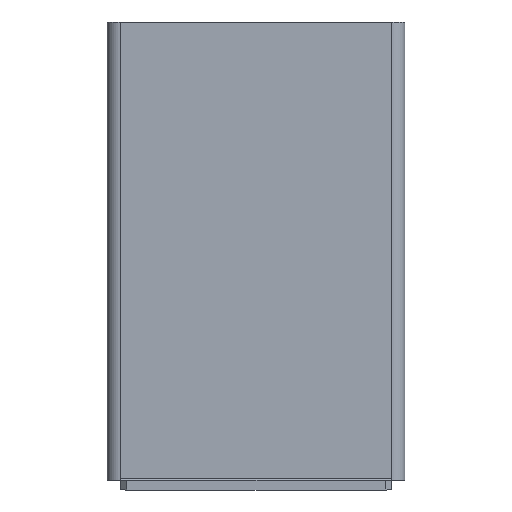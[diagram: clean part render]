
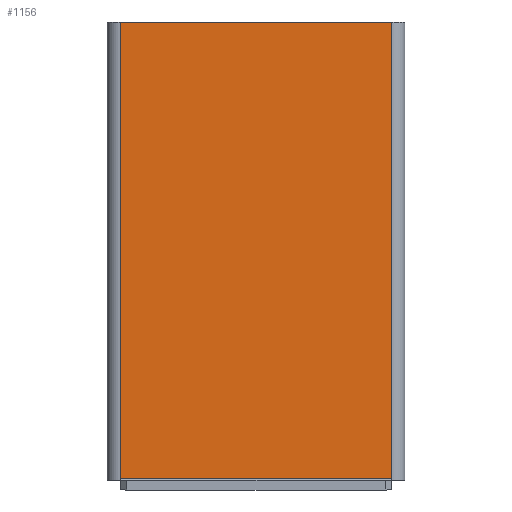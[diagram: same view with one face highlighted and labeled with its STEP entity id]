
A CAD part, front view. The second image highlights one B-rep face of the part: STEP entity #1156.
In plain terms, the highlighted planar face has unit normal (0, -1, 0).
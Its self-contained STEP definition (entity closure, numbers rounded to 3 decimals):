
#239 = CARTESIAN_POINT ( 'NONE',  ( -41.5, -3., -69.5 ) ) ;
#240 = CARTESIAN_POINT ( 'NONE',  ( 41.5, -3., -69.5 ) ) ;
#297 = VERTEX_POINT ( 'NONE', #841 ) ;
#298 = VERTEX_POINT ( 'NONE', #844 ) ;
#307 = ORIENTED_EDGE ( 'NONE', *, *, #1312, .T. ) ;
#389 = FACE_OUTER_BOUND ( 'NONE', #1097, .T. ) ;
#818 = PLANE ( 'NONE',  #1400 ) ;
#841 = CARTESIAN_POINT ( 'NONE',  ( -41.5, -3., 70. ) ) ;
#844 = CARTESIAN_POINT ( 'NONE',  ( 41.5, -3., 70. ) ) ;
#849 = DIRECTION ( 'NONE',  ( 0., 1., 0. ) ) ;
#850 = CARTESIAN_POINT ( 'NONE',  ( 42.5, -3., 70. ) ) ;
#851 = DIRECTION ( 'NONE',  ( 0., 0., 1. ) ) ;
#1042 = LINE ( 'NONE', #1794, #1055 ) ;
#1050 = LINE ( 'NONE', #1831, #1053 ) ;
#1053 = VECTOR ( 'NONE', #1829, 1000. ) ;
#1054 = LINE ( 'NONE', #1832, #1057 ) ;
#1055 = VECTOR ( 'NONE', #1828, 1000. ) ;
#1056 = LINE ( 'NONE', #1827, #1059 ) ;
#1057 = VECTOR ( 'NONE', #1830, 1000. ) ;
#1059 = VECTOR ( 'NONE', #1545, 1000. ) ;
#1097 = EDGE_LOOP ( 'NONE', ( #1145, #1146, #1147, #307 ) ) ;
#1145 = ORIENTED_EDGE ( 'NONE', *, *, #1315, .F. ) ;
#1146 = ORIENTED_EDGE ( 'NONE', *, *, #1314, .T. ) ;
#1147 = ORIENTED_EDGE ( 'NONE', *, *, #1313, .F. ) ;
#1156 = ADVANCED_FACE ( 'NONE', ( #389 ), #818, .F. ) ;
#1312 = EDGE_CURVE ( 'NONE', #297, #1813, #1050, .T. ) ;
#1313 = EDGE_CURVE ( 'NONE', #297, #298, #1042, .T. ) ;
#1314 = EDGE_CURVE ( 'NONE', #1814, #298, #1054, .T. ) ;
#1315 = EDGE_CURVE ( 'NONE', #1814, #1813, #1056, .T. ) ;
#1400 = AXIS2_PLACEMENT_3D ( 'NONE', #850, #849, #851 ) ;
#1545 = DIRECTION ( 'NONE',  ( -1., 0., 0. ) ) ;
#1794 = CARTESIAN_POINT ( 'NONE',  ( -42.5, -3., 70. ) ) ;
#1813 = VERTEX_POINT ( 'NONE', #239 ) ;
#1814 = VERTEX_POINT ( 'NONE', #240 ) ;
#1827 = CARTESIAN_POINT ( 'NONE',  ( 41.5, -3., -69.5 ) ) ;
#1828 = DIRECTION ( 'NONE',  ( 1., 0., 0. ) ) ;
#1829 = DIRECTION ( 'NONE',  ( 0., 0., -1. ) ) ;
#1830 = DIRECTION ( 'NONE',  ( 0., 0., 1. ) ) ;
#1831 = CARTESIAN_POINT ( 'NONE',  ( -41.5, -3., 70. ) ) ;
#1832 = CARTESIAN_POINT ( 'NONE',  ( 41.5, -3., -70. ) ) ;
